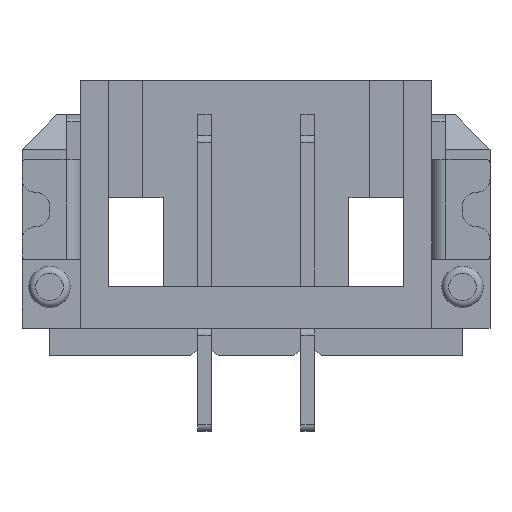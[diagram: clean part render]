
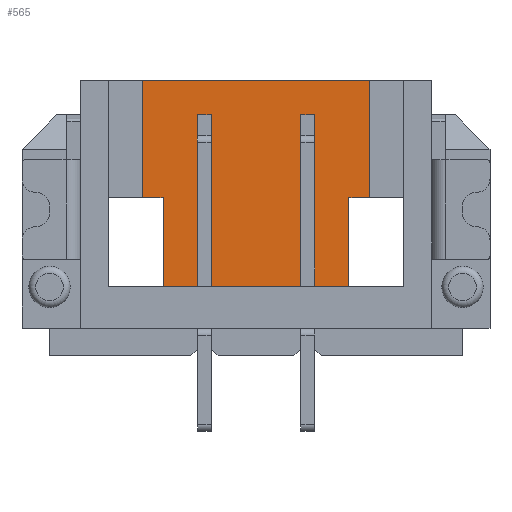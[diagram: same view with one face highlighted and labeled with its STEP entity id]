
A CAD part, front view. The second image highlights one B-rep face of the part: STEP entity #565.
In plain terms, the highlighted planar face has unit normal (0, -1, 0).
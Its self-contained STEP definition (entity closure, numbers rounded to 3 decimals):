
#565 = ADVANCED_FACE( '', ( #1096 ), #1097, .T. );
#1096 = FACE_OUTER_BOUND( '', #1620, .T. );
#1097 = PLANE( '', #1621 );
#1620 = EDGE_LOOP( '', ( #3084, #3085, #3086, #3087, #3088, #3089, #3090, #3091, #3092, #3093, #3094, #3095, #3096, #3097, #3098, #3099 ) );
#1621 = AXIS2_PLACEMENT_3D( '', #3100, #3101, #3102 );
#3084 = ORIENTED_EDGE( '', *, *, #3763, .T. );
#3085 = ORIENTED_EDGE( '', *, *, #3739, .T. );
#3086 = ORIENTED_EDGE( '', *, *, #3627, .F. );
#3087 = ORIENTED_EDGE( '', *, *, #3756, .T. );
#3088 = ORIENTED_EDGE( '', *, *, #3773, .T. );
#3089 = ORIENTED_EDGE( '', *, *, #3849, .T. );
#3090 = ORIENTED_EDGE( '', *, *, #3635, .F. );
#3091 = ORIENTED_EDGE( '', *, *, #3827, .T. );
#3092 = ORIENTED_EDGE( '', *, *, #3770, .T. );
#3093 = ORIENTED_EDGE( '', *, *, #3457, .T. );
#3094 = ORIENTED_EDGE( '', *, *, #3946, .T. );
#3095 = ORIENTED_EDGE( '', *, *, #3571, .T. );
#3096 = ORIENTED_EDGE( '', *, *, #3696, .F. );
#3097 = ORIENTED_EDGE( '', *, *, #3658, .F. );
#3098 = ORIENTED_EDGE( '', *, *, #3557, .T. );
#3099 = ORIENTED_EDGE( '', *, *, #3794, .T. );
#3100 = CARTESIAN_POINT( '', ( -1.65, -0.4, -0.7 ) );
#3101 = DIRECTION( '', ( 0., -1., 0. ) );
#3102 = DIRECTION( '', ( 0., 0., -1. ) );
#3457 = EDGE_CURVE( '', #4201, #4207, #4209, .T. );
#3557 = EDGE_CURVE( '', #4368, #4373, #4375, .T. );
#3571 = EDGE_CURVE( '', #4395, #4396, #4397, .T. );
#3627 = EDGE_CURVE( '', #4481, #4482, #4483, .T. );
#3635 = EDGE_CURVE( '', #4494, #4495, #4496, .T. );
#3658 = EDGE_CURVE( '', #4368, #4529, #4530, .T. );
#3696 = EDGE_CURVE( '', #4529, #4396, #4588, .T. );
#3739 = EDGE_CURVE( '', #4651, #4482, #4652, .T. );
#3756 = EDGE_CURVE( '', #4481, #4672, #4674, .T. );
#3763 = EDGE_CURVE( '', #4684, #4651, #4685, .T. );
#3770 = EDGE_CURVE( '', #4697, #4201, #4698, .T. );
#3773 = EDGE_CURVE( '', #4672, #4700, #4702, .T. );
#3794 = EDGE_CURVE( '', #4373, #4684, #4729, .T. );
#3827 = EDGE_CURVE( '', #4494, #4697, #4772, .T. );
#3849 = EDGE_CURVE( '', #4700, #4495, #4798, .T. );
#3946 = EDGE_CURVE( '', #4207, #4395, #4912, .T. );
#4201 = VERTEX_POINT( '', #5264 );
#4207 = VERTEX_POINT( '', #5273 );
#4209 = LINE( '', #5276, #5277 );
#4368 = VERTEX_POINT( '', #5504 );
#4373 = VERTEX_POINT( '', #5512 );
#4375 = LINE( '', #5515, #5516 );
#4395 = VERTEX_POINT( '', #5542 );
#4396 = VERTEX_POINT( '', #5543 );
#4397 = LINE( '', #5544, #5545 );
#4481 = VERTEX_POINT( '', #5659 );
#4482 = VERTEX_POINT( '', #5660 );
#4483 = LINE( '', #5661, #5662 );
#4494 = VERTEX_POINT( '', #5678 );
#4495 = VERTEX_POINT( '', #5679 );
#4496 = LINE( '', #5680, #5681 );
#4529 = VERTEX_POINT( '', #5729 );
#4530 = LINE( '', #5730, #5731 );
#4588 = LINE( '', #5815, #5816 );
#4651 = VERTEX_POINT( '', #5908 );
#4652 = LINE( '', #5909, #5910 );
#4672 = VERTEX_POINT( '', #5939 );
#4674 = LINE( '', #5942, #5943 );
#4684 = VERTEX_POINT( '', #5955 );
#4685 = LINE( '', #5956, #5957 );
#4697 = VERTEX_POINT( '', #5975 );
#4698 = LINE( '', #5976, #5977 );
#4700 = VERTEX_POINT( '', #5980 );
#4702 = LINE( '', #5983, #5984 );
#4729 = LINE( '', #6019, #6020 );
#4772 = LINE( '', #6082, #6083 );
#4798 = LINE( '', #6123, #6124 );
#4912 = LINE( '', #6276, #6277 );
#5264 = CARTESIAN_POINT( '', ( 1.35, -0.4, -0.7 ) );
#5273 = CARTESIAN_POINT( '', ( 1.35, -0.4, 0.6 ) );
#5276 = CARTESIAN_POINT( '', ( 1.35, -0.4, -0.7 ) );
#5277 = VECTOR( '', #6453, 1000. );
#5504 = CARTESIAN_POINT( '', ( -1.65, -0.4, 0.6 ) );
#5512 = CARTESIAN_POINT( '', ( -1.35, -0.4, 0.6 ) );
#5515 = CARTESIAN_POINT( '', ( -1.65, -0.4, 0.6 ) );
#5516 = VECTOR( '', #6550, 1000. );
#5542 = CARTESIAN_POINT( '', ( 1.65, -0.4, 0.6 ) );
#5543 = CARTESIAN_POINT( '', ( 1.65, -0.4, 2.3 ) );
#5544 = CARTESIAN_POINT( '', ( 1.65, -0.4, -0.7 ) );
#5545 = VECTOR( '', #6566, 1000. );
#5659 = CARTESIAN_POINT( '', ( -0.65, -0.4, 1.8 ) );
#5660 = CARTESIAN_POINT( '', ( -0.85, -0.4, 1.8 ) );
#5661 = CARTESIAN_POINT( '', ( -3.15, -0.4, 1.8 ) );
#5662 = VECTOR( '', #6639, 1000. );
#5678 = CARTESIAN_POINT( '', ( 0.85, -0.4, 1.8 ) );
#5679 = CARTESIAN_POINT( '', ( 0.65, -0.4, 1.8 ) );
#5680 = CARTESIAN_POINT( '', ( -1.65, -0.4, 1.8 ) );
#5681 = VECTOR( '', #6645, 1000. );
#5729 = CARTESIAN_POINT( '', ( -1.65, -0.4, 2.3 ) );
#5730 = CARTESIAN_POINT( '', ( -1.65, -0.4, -0.7 ) );
#5731 = VECTOR( '', #6667, 1000. );
#5815 = CARTESIAN_POINT( '', ( -1.65, -0.4, 2.3 ) );
#5816 = VECTOR( '', #6709, 1000. );
#5908 = CARTESIAN_POINT( '', ( -0.85, -0.4, -0.7 ) );
#5909 = CARTESIAN_POINT( '', ( -0.85, -0.4, -0.7 ) );
#5910 = VECTOR( '', #6754, 1000. );
#5939 = CARTESIAN_POINT( '', ( -0.65, -0.4, -0.7 ) );
#5942 = CARTESIAN_POINT( '', ( -0.65, -0.4, -0.7 ) );
#5943 = VECTOR( '', #6768, 1000. );
#5955 = CARTESIAN_POINT( '', ( -1.35, -0.4, -0.7 ) );
#5956 = CARTESIAN_POINT( '', ( -1.65, -0.4, -0.7 ) );
#5957 = VECTOR( '', #6777, 1000. );
#5975 = CARTESIAN_POINT( '', ( 0.85, -0.4, -0.7 ) );
#5976 = CARTESIAN_POINT( '', ( -1.65, -0.4, -0.7 ) );
#5977 = VECTOR( '', #6784, 1000. );
#5980 = CARTESIAN_POINT( '', ( 0.65, -0.4, -0.7 ) );
#5983 = CARTESIAN_POINT( '', ( -1.65, -0.4, -0.7 ) );
#5984 = VECTOR( '', #6787, 1000. );
#6019 = CARTESIAN_POINT( '', ( -1.35, -0.4, -0.7 ) );
#6020 = VECTOR( '', #6811, 1000. );
#6082 = CARTESIAN_POINT( '', ( 0.85, -0.4, -0.7 ) );
#6083 = VECTOR( '', #6837, 1000. );
#6123 = CARTESIAN_POINT( '', ( 0.65, -0.4, -0.7 ) );
#6124 = VECTOR( '', #6852, 1000. );
#6276 = CARTESIAN_POINT( '', ( -1.65, -0.4, 0.6 ) );
#6277 = VECTOR( '', #6942, 1000. );
#6453 = DIRECTION( '', ( 0., 0., 1. ) );
#6550 = DIRECTION( '', ( 1., 0., 0. ) );
#6566 = DIRECTION( '', ( 0., 0., 1. ) );
#6639 = DIRECTION( '', ( -1., 0., 0. ) );
#6645 = DIRECTION( '', ( -1., 0., 0. ) );
#6667 = DIRECTION( '', ( 0., 0., 1. ) );
#6709 = DIRECTION( '', ( 1., 0., 0. ) );
#6754 = DIRECTION( '', ( 0., 0., 1. ) );
#6768 = DIRECTION( '', ( 0., 0., -1. ) );
#6777 = DIRECTION( '', ( 1., 0., 0. ) );
#6784 = DIRECTION( '', ( 1., 0., 0. ) );
#6787 = DIRECTION( '', ( 1., 0., 0. ) );
#6811 = DIRECTION( '', ( 0., 0., -1. ) );
#6837 = DIRECTION( '', ( 0., 0., -1. ) );
#6852 = DIRECTION( '', ( 0., 0., 1. ) );
#6942 = DIRECTION( '', ( 1., 0., 0. ) );
